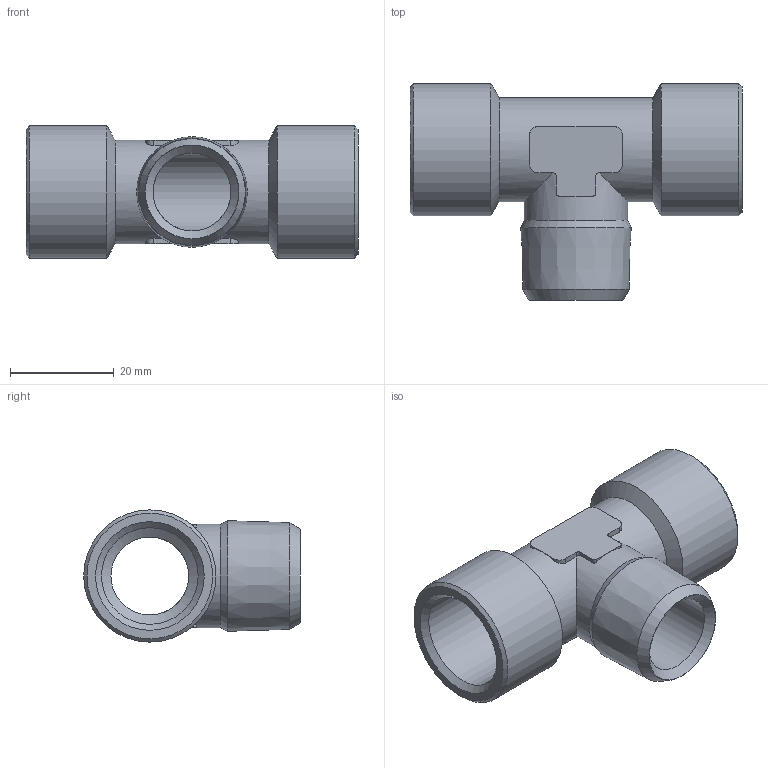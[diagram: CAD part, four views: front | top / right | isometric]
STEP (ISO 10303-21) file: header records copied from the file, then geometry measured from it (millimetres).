
FILE_DESCRIPTION(/* description */ ('STEP AP214'),/* implementation_level */ '2;1');
FILE_NAME(/* name */ '8030244_NPFC-T-R12-2G12-MFF',/* time_stamp */ '2024-09-13T00:33:53+02:00',/* author */ ('License CC BY-ND 4.0'),/* organization */ ('CADENAS'),/* preprocessor_version */ 'ST-DEVELOPER v19.3',/* originating_system */ 'PARTsolutions',/* authorisation */ ' ');
FILE_SCHEMA (('AUTOMOTIVE_DESIGN {1 0 10303 214 3 1 1}'));
Length unit declared in the file: millimetre
Products named in the file (1): 8030244 NPFC-T-R12-2G12-MFF
Bounding box: 64 x 41.75 x 25.5 mm (x, y, z)
Volume: 14974.3 mm3; surface area: 10739.2 mm2
Topology: 1 solids, 1 shells, 63 faces, 160 edges, 98 vertices
Faces by surface type: plane 27, cylinder 24, cone 12
Full cylindrical faces by diameter (mm): 15 x2, 18.631 x2, 20 x2, 25.5 x2
Entity records: 1836 total; most frequent: CARTESIAN_POINT 356, DIRECTION 308, ORIENTED_EDGE 276, EDGE_CURVE 138, AXIS2_PLACEMENT_3D 122, VERTEX_POINT 98, EDGE_LOOP 88, FACE_BOUND 88
